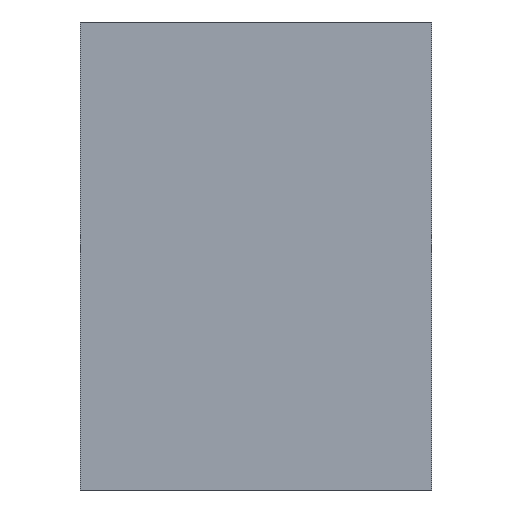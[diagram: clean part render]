
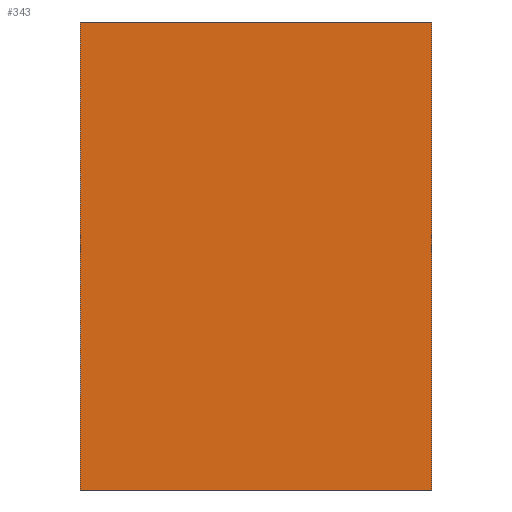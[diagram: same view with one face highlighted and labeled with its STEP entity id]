
A CAD part, left-side view. The second image highlights one B-rep face of the part: STEP entity #343.
In plain terms, the highlighted planar face has unit normal (-1, 0, 0).
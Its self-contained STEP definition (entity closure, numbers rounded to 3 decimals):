
#343=ADVANCED_FACE('',(#391),#392,.F.);
#391=FACE_OUTER_BOUND('',#445,.T.);
#392=PLANE('',#446);
#445=EDGE_LOOP('',(#533,#534,#535,#536));
#446=AXIS2_PLACEMENT_3D('',#537,#538,#539);
#533=ORIENTED_EDGE('',*,*,#698,.T.);
#534=ORIENTED_EDGE('',*,*,#699,.F.);
#535=ORIENTED_EDGE('',*,*,#700,.F.);
#536=ORIENTED_EDGE('',*,*,#695,.T.);
#537=CARTESIAN_POINT('',(-0.5,0.3,0.8));
#538=DIRECTION('',(1.0,0.0,0.0));
#539=DIRECTION('',(0.0,0.0,-1.0));
#695=EDGE_CURVE('',#765,#763,#766,.T.);
#698=EDGE_CURVE('',#763,#770,#771,.T.);
#699=EDGE_CURVE('',#772,#770,#773,.T.);
#700=EDGE_CURVE('',#765,#772,#774,.T.);
#763=VERTEX_POINT('',#875);
#765=VERTEX_POINT('',#878);
#766=LINE('',#879,#880);
#770=VERTEX_POINT('',#886);
#771=LINE('',#887,#888);
#772=VERTEX_POINT('',#889);
#773=LINE('',#890,#891);
#774=LINE('',#892,#893);
#875=CARTESIAN_POINT('',(-0.5,0.3,0.0));
#878=CARTESIAN_POINT('',(-0.5,0.3,0.8));
#879=CARTESIAN_POINT('',(-0.5,0.3,0.8));
#880=VECTOR('',#1015,1.0);
#886=CARTESIAN_POINT('',(-0.5,-0.3,0.0));
#887=CARTESIAN_POINT('',(-0.5,0.3,0.0));
#888=VECTOR('',#1018,1.0);
#889=CARTESIAN_POINT('',(-0.5,-0.3,0.8));
#890=CARTESIAN_POINT('',(-0.5,-0.3,0.8));
#891=VECTOR('',#1019,1.0);
#892=CARTESIAN_POINT('',(-0.5,0.3,0.8));
#893=VECTOR('',#1020,1.0);
#1015=DIRECTION('',(0.0,0.0,-1.0));
#1018=DIRECTION('',(0.0,-1.0,0.0));
#1019=DIRECTION('',(0.0,0.0,-1.0));
#1020=DIRECTION('',(0.0,-1.0,0.0));
